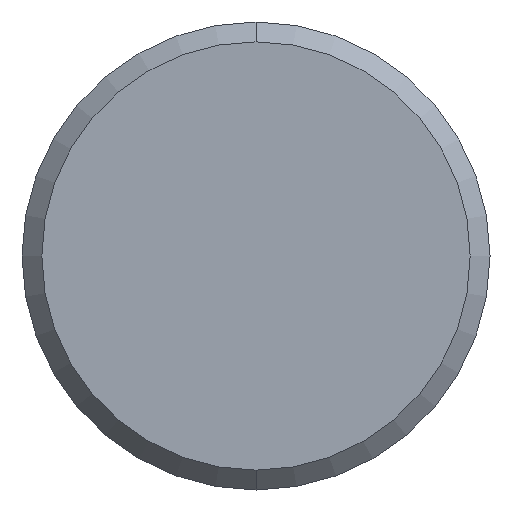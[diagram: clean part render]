
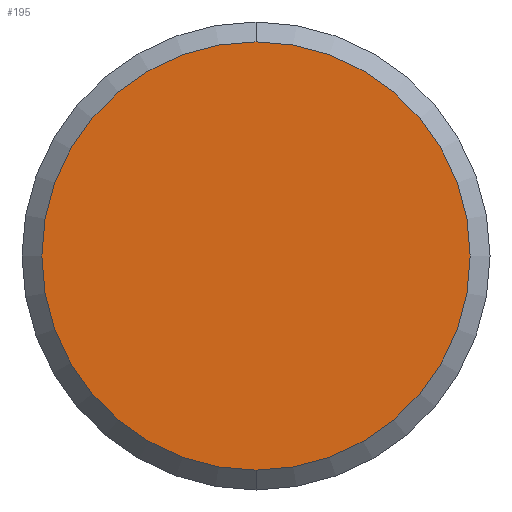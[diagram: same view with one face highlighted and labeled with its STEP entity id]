
A CAD part, front view. The second image highlights one B-rep face of the part: STEP entity #195.
In plain terms, the highlighted planar face has unit normal (0, -1, 0).
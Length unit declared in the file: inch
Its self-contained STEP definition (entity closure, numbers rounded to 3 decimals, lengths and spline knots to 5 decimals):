
#19 = DIRECTION ( 'NONE',  ( 0., 1., 0. ) ) ;
#20 = EDGE_LOOP ( 'NONE', ( #86, #176 ) ) ;
#22 = PLANE ( 'NONE',  #174 ) ;
#37 = VERTEX_POINT ( 'NONE', #244 ) ;
#43 = DIRECTION ( 'NONE',  ( 0., 0., 1. ) ) ;
#75 = CARTESIAN_POINT ( 'NONE',  ( 0., 0., 0. ) ) ;
#76 = VERTEX_POINT ( 'NONE', #222 ) ;
#84 = DIRECTION ( 'NONE',  ( 0., 0., 1. ) ) ;
#86 = ORIENTED_EDGE ( 'NONE', *, *, #117, .T. ) ;
#108 = CARTESIAN_POINT ( 'NONE',  ( 0., 0., 0. ) ) ;
#117 = EDGE_CURVE ( 'NONE', #76, #37, #148, .T. ) ;
#124 = CARTESIAN_POINT ( 'NONE',  ( 0., 0., 0. ) ) ;
#138 = AXIS2_PLACEMENT_3D ( 'NONE', #75, #151, #43 ) ;
#148 = CIRCLE ( 'NONE', #216, 0.21607 ) ;
#151 = DIRECTION ( 'NONE',  ( 0., -1., 0. ) ) ;
#161 = DIRECTION ( 'NONE',  ( 0., -1., 0. ) ) ;
#163 = DIRECTION ( 'NONE',  ( 0., 0., 1. ) ) ;
#174 = AXIS2_PLACEMENT_3D ( 'NONE', #108, #19, #84 ) ;
#176 = ORIENTED_EDGE ( 'NONE', *, *, #249, .T. ) ;
#195 = ADVANCED_FACE ( 'NONE', ( #223 ), #22, .F. ) ;
#216 = AXIS2_PLACEMENT_3D ( 'NONE', #124, #161, #163 ) ;
#222 = CARTESIAN_POINT ( 'NONE',  ( 0., 0., 0.21607 ) ) ;
#223 = FACE_OUTER_BOUND ( 'NONE', #20, .T. ) ;
#225 = CIRCLE ( 'NONE', #138, 0.21607 ) ;
#244 = CARTESIAN_POINT ( 'NONE',  ( 0., 0., -0.21607 ) ) ;
#249 = EDGE_CURVE ( 'NONE', #37, #76, #225, .T. ) ;
